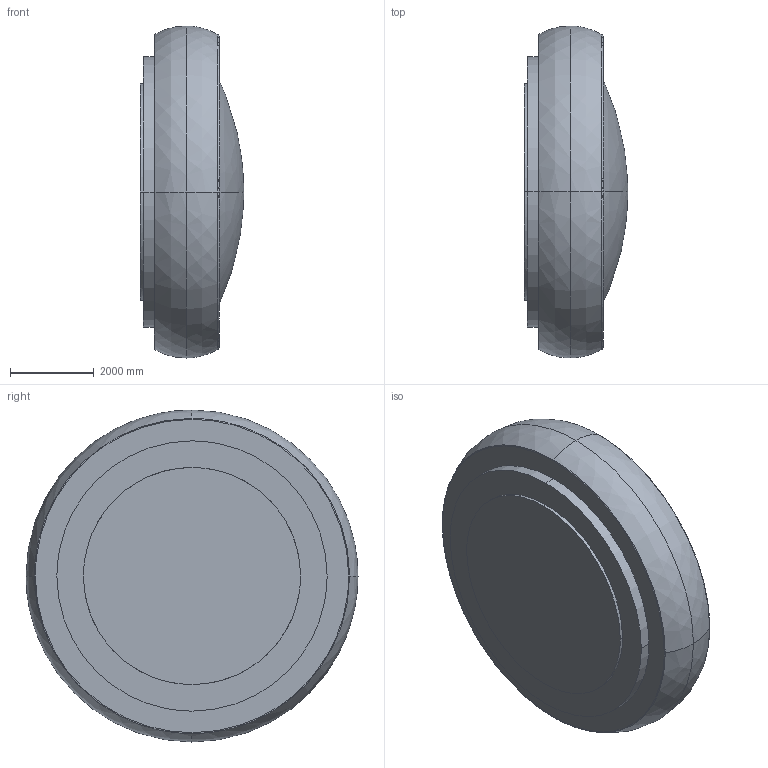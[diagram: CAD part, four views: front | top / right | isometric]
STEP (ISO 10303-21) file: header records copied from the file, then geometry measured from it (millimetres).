
FILE_DESCRIPTION(/* description */ (''),/* implementation_level */ '2;1');
FILE_NAME(/* name */ 'Niki_3D ok',/* time_stamp */ '2012-01-19T14:25:23+01:00',/* author */ (''),/* organization */ (''),/* preprocessor_version */ 'ST-DEVELOPER v10',/* originating_system */ '',/* authorisation */ '');
FILE_SCHEMA (('CONFIG_CONTROL_DESIGN'));
Length unit declared in the file: inch
Products named in the file (1): 1
Bounding box: 2468.88 x 7924.8 x 7924.8 mm (x, y, z)
Volume: 38641020544.6 mm3; surface area: 207138457.3 mm2
Topology: 3 solids, 4 shells, 88 faces, 188 edges, 105 vertices
Faces by surface type: bspline 80, plane 8
Entity records: 2798 total; most frequent: CARTESIAN_POINT 1735, ORIENTED_EDGE 364, EDGE_CURVE 184, VERTEX_POINT 105, EDGE_LOOP 90, ADVANCED_FACE 88, FACE_OUTER_BOUND 88, DIRECTION 14
